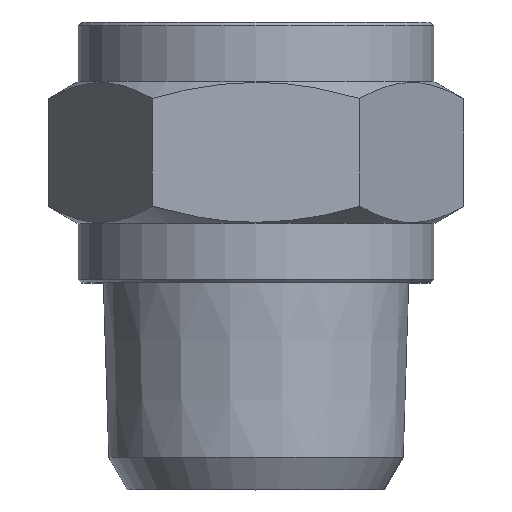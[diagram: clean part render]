
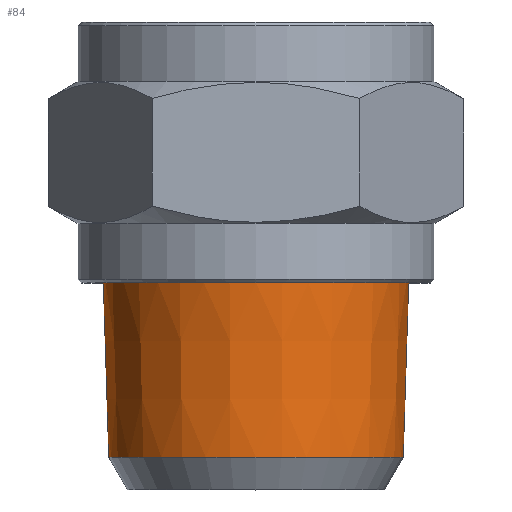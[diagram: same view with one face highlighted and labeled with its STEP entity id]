
A CAD part, top view. The second image highlights one B-rep face of the part: STEP entity #84.
In plain terms, the highlighted conical face has half-angle 1.79 degrees and reference radius 8.49 mm.
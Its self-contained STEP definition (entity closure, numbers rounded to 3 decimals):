
#84 = ADVANCED_FACE( 'NONE', ( #120, #121 ), #122, .T. );
#120 = FACE_OUTER_BOUND( '', #177, .T. );
#121 = FACE_BOUND( '', #178, .T. );
#122 = CONICAL_SURFACE( '', #179, 8.49, 0.031 );
#177 = EDGE_LOOP( '', ( #280 ) );
#178 = EDGE_LOOP( '', ( #281 ) );
#179 = AXIS2_PLACEMENT_3D( '', #282, #283, #284 );
#280 = ORIENTED_EDGE( '', *, *, #371, .T. );
#281 = ORIENTED_EDGE( '', *, *, #372, .F. );
#282 = CARTESIAN_POINT( '', ( 0., 11.5, 0. ) );
#283 = DIRECTION( '', ( 0., 1., 0. ) );
#284 = DIRECTION( '', ( -1., 0., 0. ) );
#371 = EDGE_CURVE( 'NONE', #427, #427, #428, .T. );
#372 = EDGE_CURVE( 'NONE', #429, #429, #430, .T. );
#427 = VERTEX_POINT( '', #594 );
#428 = CIRCLE( '', #595, 8.49 );
#429 = VERTEX_POINT( '', #596 );
#430 = CIRCLE( '', #597, 8.187 );
#594 = CARTESIAN_POINT( '', ( 8.49, 11.5, 0. ) );
#595 = AXIS2_PLACEMENT_3D( '', #633, #634, #635 );
#596 = CARTESIAN_POINT( '', ( 8.187, 1.8, 0. ) );
#597 = AXIS2_PLACEMENT_3D( '', #636, #637, #638 );
#633 = CARTESIAN_POINT( '', ( 0., 11.5, 0. ) );
#634 = DIRECTION( '', ( 0., -1., 0. ) );
#635 = DIRECTION( '', ( 1., 0., 0. ) );
#636 = CARTESIAN_POINT( '', ( 0., 1.8, 0. ) );
#637 = DIRECTION( '', ( 0., -1., 0. ) );
#638 = DIRECTION( '', ( 1., 0., 0. ) );
